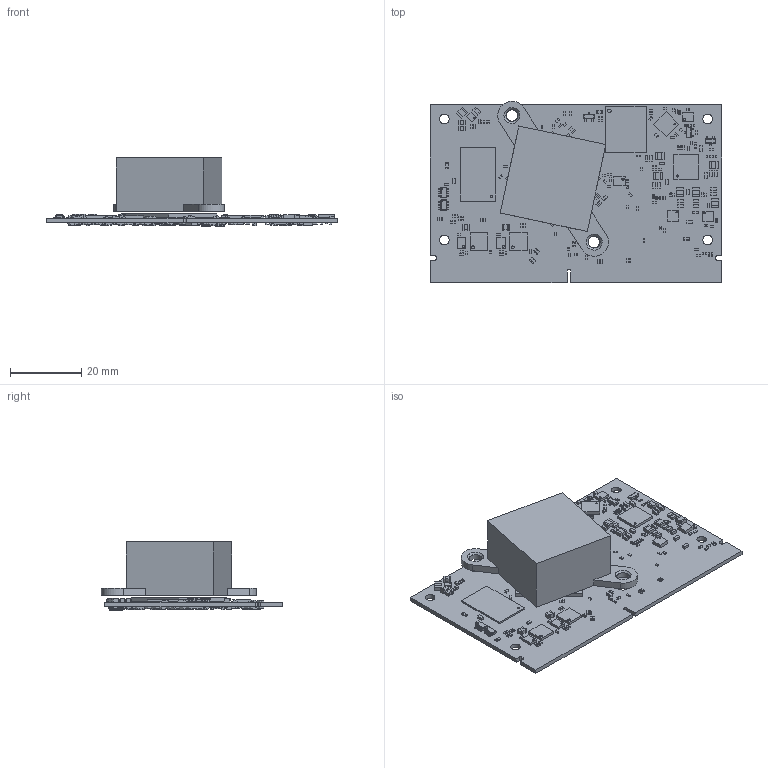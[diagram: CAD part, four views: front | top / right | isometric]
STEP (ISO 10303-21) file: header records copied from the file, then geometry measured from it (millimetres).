
FILE_DESCRIPTION(('Open CASCADE Model'),'2;1');
FILE_NAME('Open CASCADE Shape Model','2024-05-27T14:12:23',('Author'),( 'Open CASCADE'),'Open CASCADE STEP processor 6.8','Open CASCADE 6.8' ,'Unknown');
FILE_SCHEMA(('AUTOMOTIVE_DESIGN { 1 0 10303 214 1 1 1 1 }'));
Length unit declared in the file: millimetre
Products named in the file (643): PCB; Board; Open CASCADE STEP translator 6.8 4.1.1; D17; SOT23-6; BODY_MF06A; LEAD_MF06A; 6862810464; Cylinder; C171; 6261119552; Terminal; Open_CASCADE_STEP_translator_6.8_11.1.1; Open_CASCADE_STEP_translator_6.8_11.1.2; Mid_Body; Open_CASCADE_STEP_translator_6.8_11.2.1; R55; User_Library-d0402h025; D12; 6861944320; 6861949040; Extruded; C170; VT5; SOT-23; User_Library-SOT-23-1_3_1; User_Library-SOT-23-1_1_1; User_Library-SOT-23-1_4_1; User_Library-SOT-23-1_5_1; User_Library-SOT-23-1_2_1; VT4; R158; R107; R106; C169; 6261131872; C168; C167; C166; 6261126832 ...
Assembly tree (1098 placements, depth 5):
  PCB
    Board
      Open CASCADE STEP translator 6.8 4.1.1
    D17
      SOT23-6
        BODY_MF06A
        LEAD_MF06A  x6
      6862810464
        Cylinder
    C171
      6261119552
        Terminal
          Open_CASCADE_STEP_translator_6.8_11.1.1
          Open_CASCADE_STEP_translator_6.8_11.1.2
        Mid_Body
          Open_CASCADE_STEP_translator_6.8_11.2.1
    R55
      User_Library-d0402h025
    D12
      6861944320
        Cylinder
      6861949040
        Extruded
    C170
      6261119552
        Terminal
          Open_CASCADE_STEP_translator_6.8_11.1.1
          Open_CASCADE_STEP_translator_6.8_11.1.2
        Mid_Body
          Open_CASCADE_STEP_translator_6.8_11.2.1
    VT5
      SOT-23
        User_Library-SOT-23-1_3_1
        User_Library-SOT-23-1_1_1
        User_Library-SOT-23-1_4_1
        User_Library-SOT-23-1_5_1
        User_Library-SOT-23-1_2_1
    VT4
      SOT-23
        User_Library-SOT-23-1_3_1
        User_Library-SOT-23-1_1_1
        User_Library-SOT-23-1_4_1
        User_Library-SOT-23-1_5_1
        User_Library-SOT-23-1_2_1
    R158
      User_Library-d0402h025
    R107
      User_Library-d0402h025
    R106
      User_Library-d0402h025
    C169
      6261131872
        Terminal
          Open_CASCADE_STEP_translator_6.8_11.1.1
          Open_CASCADE_STEP_translator_6.8_11.1.2
        Mid_Body
          Open_CASCADE_STEP_translator_6.8_11.2.1
    C168
      6261131872
        Terminal
Bounding box: 82 x 50.99 x 19.15 mm (x, y, z)
Volume: 15468.8 mm3; surface area: 16034.7 mm2
Topology: 921 solids, 921 shells, 14974 faces, 34190 edges, 19448 vertices
Faces by surface type: plane 7679, cylinder 5210, sphere 1632, bspline 451, cone 2
Full cylindrical faces by diameter (mm): 0.4 x9, 0.6 x7, 0.8 x3, 1 x1, 2.7 x4, 3.2 x2, 3.5 x2
Entity records: 55258 total; most frequent: CARTESIAN_POINT 9889, DIRECTION 7873, ORIENTED_EDGE 5486, AXIS2_PLACEMENT_3D 2981, EDGE_CURVE 2743, LINE 1911, VECTOR 1911, PRODUCT_DEFINITION_SHAPE 1741
